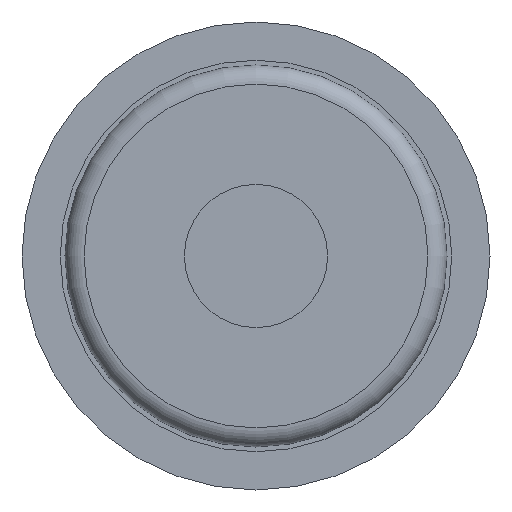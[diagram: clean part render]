
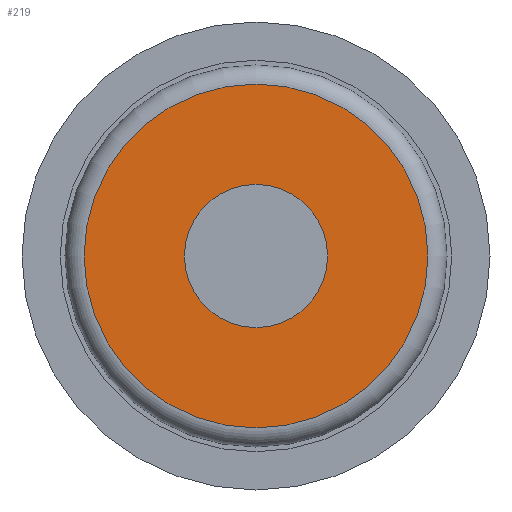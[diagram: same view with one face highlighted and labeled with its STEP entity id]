
A CAD part, front view. The second image highlights one B-rep face of the part: STEP entity #219.
In plain terms, the highlighted planar face has unit normal (0, -1, 0).
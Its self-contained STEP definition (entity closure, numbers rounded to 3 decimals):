
#18=FACE_BOUND('',#50,.T.);
#22=PLANE('',#262);
#33=FACE_OUTER_BOUND('',#49,.T.);
#49=EDGE_LOOP('',(#151));
#50=EDGE_LOOP('',(#152));
#79=CIRCLE('',#260,18.);
#81=CIRCLE('',#263,7.5);
#101=VERTEX_POINT('',#382);
#102=VERTEX_POINT('',#386);
#119=EDGE_CURVE('',#101,#101,#79,.T.);
#121=EDGE_CURVE('',#102,#102,#81,.T.);
#151=ORIENTED_EDGE('',*,*,#119,.T.);
#152=ORIENTED_EDGE('',*,*,#121,.F.);
#219=ADVANCED_FACE('',(#33,#18),#22,.F.);
#260=AXIS2_PLACEMENT_3D('',#383,#304,#305);
#262=AXIS2_PLACEMENT_3D('',#385,#308,#309);
#263=AXIS2_PLACEMENT_3D('',#387,#310,#311);
#304=DIRECTION('center_axis',(0.,-1.,0.));
#305=DIRECTION('ref_axis',(0.,0.,-1.));
#308=DIRECTION('center_axis',(0.,1.,0.));
#309=DIRECTION('ref_axis',(0.,0.,1.));
#310=DIRECTION('center_axis',(0.,-1.,0.));
#311=DIRECTION('ref_axis',(0.,0.,-1.));
#382=CARTESIAN_POINT('',(0.,-2.,18.));
#383=CARTESIAN_POINT('Origin',(0.,-2.,0.));
#385=CARTESIAN_POINT('Origin',(18.,-2.,0.));
#386=CARTESIAN_POINT('',(0.,-2.,7.5));
#387=CARTESIAN_POINT('Origin',(0.,-2.,0.));
